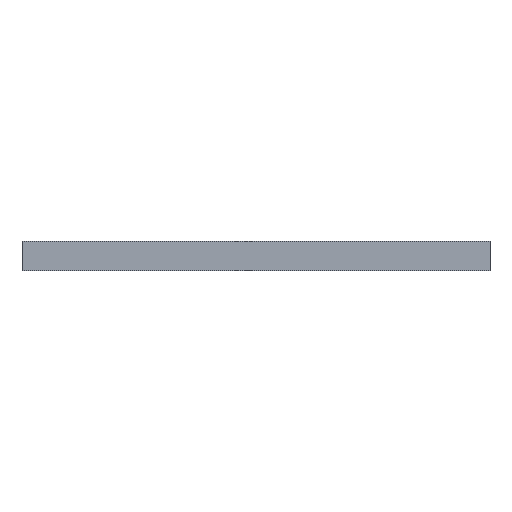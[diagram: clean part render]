
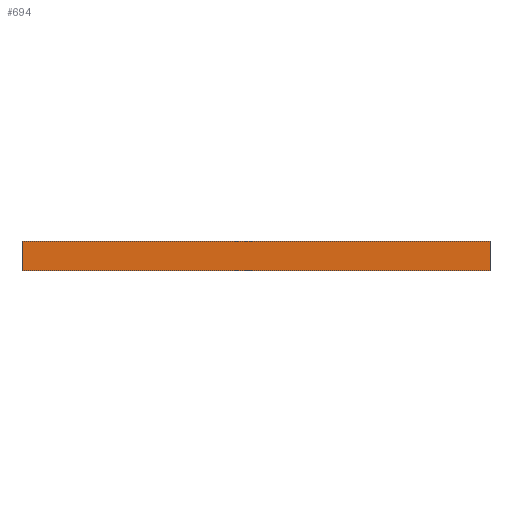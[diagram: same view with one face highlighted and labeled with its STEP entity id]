
A CAD part, front view. The second image highlights one B-rep face of the part: STEP entity #694.
In plain terms, the highlighted free-form (B-spline) face has degree [1, 1] with [2, 2] control points.
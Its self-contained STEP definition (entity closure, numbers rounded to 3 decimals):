
#10 = EDGE_CURVE ( 'NONE', #247, #514, #547, .T. ) ;
#25 = CARTESIAN_POINT ( 'NONE',  ( -20.701, -67.395, 0. ) ) ;
#88 = CARTESIAN_POINT ( 'NONE',  ( 104.299, -67.395, 0. ) ) ;
#133 = CARTESIAN_POINT ( 'NONE',  ( -20.701, -67.395, 0. ) ) ;
#134 = ORIENTED_EDGE ( 'NONE', *, *, #705, .T. ) ;
#185 = EDGE_LOOP ( 'NONE', ( #278, #134, #481, #402 ) ) ;
#194 = CARTESIAN_POINT ( 'NONE',  ( 104.299, -67.395, 8. ) ) ;
#200 = CARTESIAN_POINT ( 'NONE',  ( -20.701, -67.395, 8. ) ) ;
#245 = CARTESIAN_POINT ( 'NONE',  ( -20.701, -67.395, 8. ) ) ;
#247 = VERTEX_POINT ( 'NONE', #496 ) ;
#278 = ORIENTED_EDGE ( 'NONE', *, *, #10, .T. ) ;
#338 = CARTESIAN_POINT ( 'NONE',  ( -20.701, -67.395, 8. ) ) ;
#340 = CARTESIAN_POINT ( 'NONE',  ( 104.299, -67.395, 0. ) ) ;
#389 = B_SPLINE_SURFACE_WITH_KNOTS ( 'NONE', 1, 1, ( 
 ( #88, #671 ),
 ( #194, #338 ) ),
 .UNSPECIFIED., .F., .F., .F.,
 ( 2, 2 ),
 ( 2, 2 ),
 ( 0., 1. ),
 ( 0., 1. ),
 .UNSPECIFIED. ) ;
#402 = ORIENTED_EDGE ( 'NONE', *, *, #441, .T. ) ;
#412 = B_SPLINE_CURVE_WITH_KNOTS ( 'NONE', 1,
 ( #200, #133 ),
 .UNSPECIFIED., .F., .F.,
 ( 2, 2 ),
 ( 0., 1. ),
 .UNSPECIFIED. ) ;
#427 = CARTESIAN_POINT ( 'NONE',  ( -20.701, -67.395, 0. ) ) ;
#431 = CARTESIAN_POINT ( 'NONE',  ( 104.299, -67.395, 0. ) ) ;
#441 = EDGE_CURVE ( 'NONE', #442, #247, #599, .T. ) ;
#442 = VERTEX_POINT ( 'NONE', #340 ) ;
#481 = ORIENTED_EDGE ( 'NONE', *, *, #678, .F. ) ;
#496 = CARTESIAN_POINT ( 'NONE',  ( 104.299, -67.395, 8. ) ) ;
#506 = FACE_OUTER_BOUND ( 'NONE', #185, .T. ) ;
#514 = VERTEX_POINT ( 'NONE', #245 ) ;
#547 = B_SPLINE_CURVE_WITH_KNOTS ( 'NONE', 1,
 ( #563, #625 ),
 .UNSPECIFIED., .F., .F.,
 ( 2, 2 ),
 ( 0., 1. ),
 .UNSPECIFIED. ) ;
#548 = CARTESIAN_POINT ( 'NONE',  ( 104.299, -67.395, 8. ) ) ;
#563 = CARTESIAN_POINT ( 'NONE',  ( 104.299, -67.395, 8. ) ) ;
#597 = CARTESIAN_POINT ( 'NONE',  ( 104.299, -67.395, 0. ) ) ;
#599 = B_SPLINE_CURVE_WITH_KNOTS ( 'NONE', 1,
 ( #597, #548 ),
 .UNSPECIFIED., .F., .F.,
 ( 2, 2 ),
 ( 0., 1. ),
 .UNSPECIFIED. ) ;
#625 = CARTESIAN_POINT ( 'NONE',  ( -20.701, -67.395, 8. ) ) ;
#631 = VERTEX_POINT ( 'NONE', #427 ) ;
#661 = B_SPLINE_CURVE_WITH_KNOTS ( 'NONE', 1,
 ( #431, #25 ),
 .UNSPECIFIED., .F., .F.,
 ( 2, 2 ),
 ( 0., 1. ),
 .UNSPECIFIED. ) ;
#671 = CARTESIAN_POINT ( 'NONE',  ( -20.701, -67.395, 0. ) ) ;
#678 = EDGE_CURVE ( 'NONE', #442, #631, #661, .T. ) ;
#694 = ADVANCED_FACE ( 'NONE', ( #506 ), #389, .T. ) ;
#705 = EDGE_CURVE ( 'NONE', #514, #631, #412, .T. ) ;
